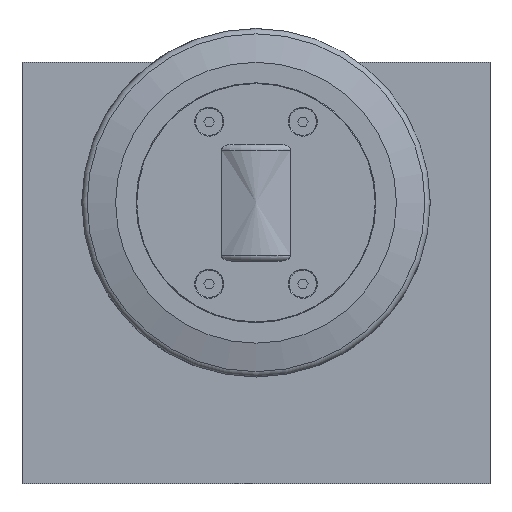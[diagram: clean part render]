
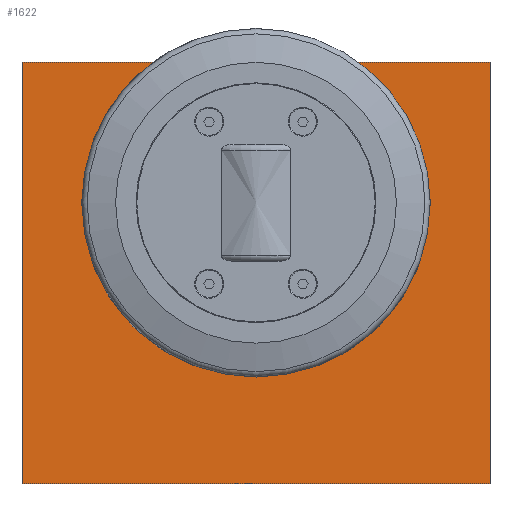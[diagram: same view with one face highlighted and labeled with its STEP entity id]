
A CAD part, front view. The second image highlights one B-rep face of the part: STEP entity #1622.
In plain terms, the highlighted planar face has unit normal (0, -1, 0).
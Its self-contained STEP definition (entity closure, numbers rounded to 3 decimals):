
#70=FACE_BOUND('',#330,.T.);
#127=CIRCLE('',#1781,51.);
#222=FACE_OUTER_BOUND('',#329,.T.);
#329=EDGE_LOOP('',(#1433,#1434,#1435,#1436));
#330=EDGE_LOOP('',(#1437));
#442=LINE('',#2624,#592);
#446=LINE('',#2636,#596);
#462=LINE('',#2698,#612);
#465=LINE('',#2702,#615);
#592=VECTOR('',#2082,10.);
#596=VECTOR('',#2092,10.);
#612=VECTOR('',#2148,10.);
#615=VECTOR('',#2153,10.);
#744=VERTEX_POINT('',#2621);
#745=VERTEX_POINT('',#2623);
#750=VERTEX_POINT('',#2635);
#776=VERTEX_POINT('',#2697);
#785=VERTEX_POINT('',#2753);
#942=EDGE_CURVE('',#745,#744,#442,.T.);
#948=EDGE_CURVE('',#750,#745,#446,.T.);
#979=EDGE_CURVE('',#750,#776,#462,.T.);
#982=EDGE_CURVE('',#776,#744,#465,.T.);
#1007=EDGE_CURVE('',#785,#785,#127,.T.);
#1433=ORIENTED_EDGE('',*,*,#942,.T.);
#1434=ORIENTED_EDGE('',*,*,#982,.F.);
#1435=ORIENTED_EDGE('',*,*,#979,.F.);
#1436=ORIENTED_EDGE('',*,*,#948,.T.);
#1437=ORIENTED_EDGE('',*,*,#1007,.T.);
#1543=PLANE('',#1780);
#1622=ADVANCED_FACE('',(#222,#70),#1543,.T.);
#1780=AXIS2_PLACEMENT_3D('',#2752,#2212,#2213);
#1781=AXIS2_PLACEMENT_3D('',#2754,#2214,#2215);
#2082=DIRECTION('',(0.,0.,1.));
#2092=DIRECTION('',(1.,0.,0.));
#2148=DIRECTION('',(0.,0.,1.));
#2153=DIRECTION('',(1.,0.,0.));
#2212=DIRECTION('center_axis',(0.,-1.,0.));
#2213=DIRECTION('ref_axis',(0.,0.,-1.));
#2214=DIRECTION('center_axis',(0.,1.,0.));
#2215=DIRECTION('ref_axis',(0.,0.,
1.));
#2621=CARTESIAN_POINT('',(200.,0.,180.));
#2623=CARTESIAN_POINT('',(200.,0.,0.));
#2624=CARTESIAN_POINT('',(200.,0.,0.));
#2635=CARTESIAN_POINT('',(0.,0.,0.));
#2636=CARTESIAN_POINT('',(0.,0.,0.));
#2697=CARTESIAN_POINT('',(0.,0.,180.));
#2698=CARTESIAN_POINT('',(0.,0.,0.));
#2702=CARTESIAN_POINT('',(0.,0.,180.));
#2752=CARTESIAN_POINT('Origin',(0.,0.,0.));
#2753=CARTESIAN_POINT('',(100.,0.,69.));
#2754=CARTESIAN_POINT('Origin',(100.,0.,120.));
